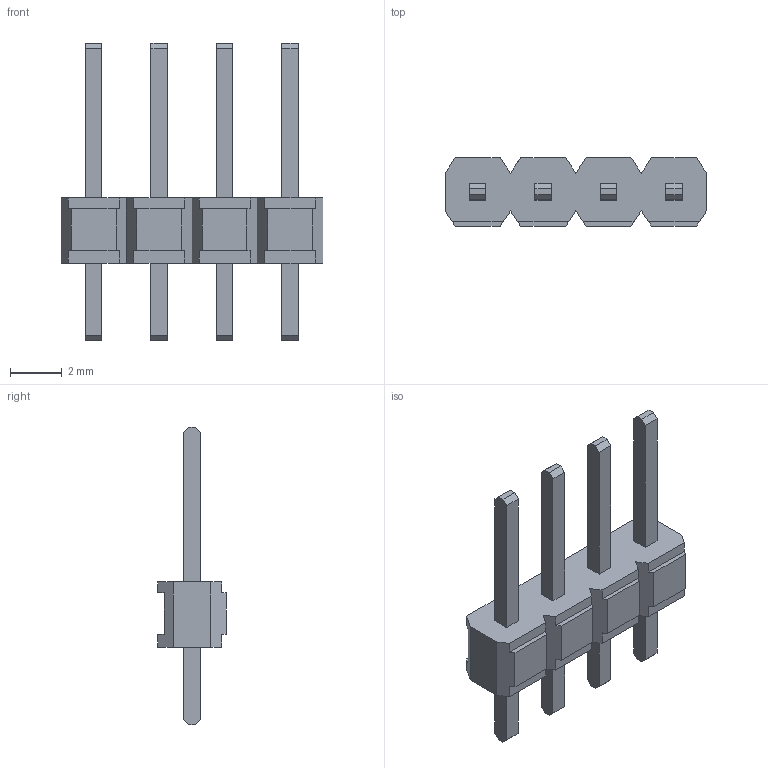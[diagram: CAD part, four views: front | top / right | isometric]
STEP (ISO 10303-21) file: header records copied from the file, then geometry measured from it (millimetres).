
FILE_DESCRIPTION (( 'STEP AP214' ), '1' );
FILE_NAME ('HDR-TH_4P-P2.54-M-LI-1X4P.step', '2022-07-02T12:35:14', ( '' ), ( '' ), 'SwSTEP 2.0', 'SolidWorks 2020', '' );
FILE_SCHEMA (( 'AUTOMOTIVE_DESIGN' ));
Length unit declared in the file: millimetre
Products named in the file (1): HDR-TH_4P-P2.54-M-LI-1X4P
Bounding box: 10.17 x 2.66 x 11.54 mm (x, y, z)
Volume: 74 mm3; surface area: 215 mm2
Topology: 1 solids, 1 shells, 400 faces, 1092 edges, 728 vertices
Faces by surface type: plane 286, bspline 114
Entity records: 17013 total; most frequent: CARTESIAN_POINT 4583, ORIENTED_EDGE 2184, DIRECTION 1434, EDGE_CURVE 1092, VECTOR 860, LINE 860, VERTEX_POINT 728, EDGE_LOOP 434
